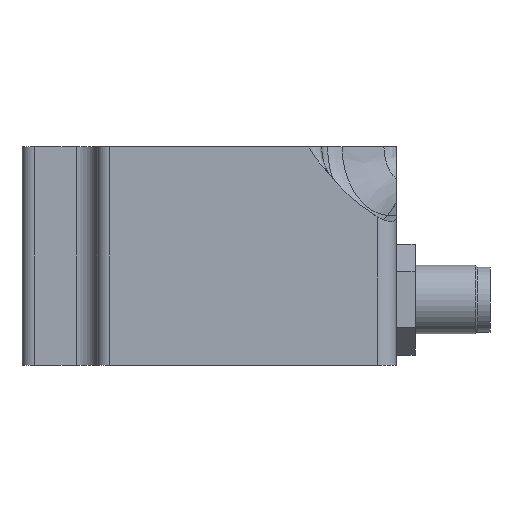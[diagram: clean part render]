
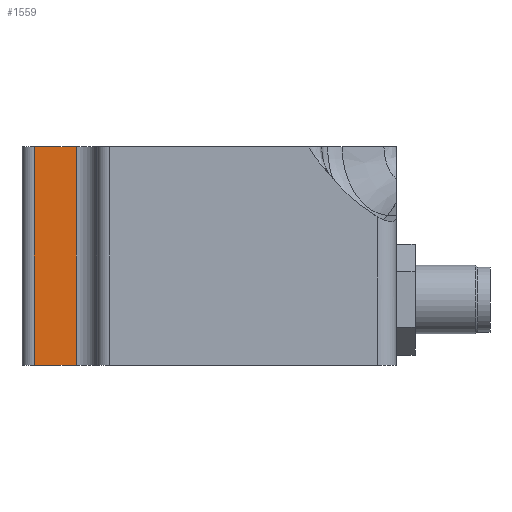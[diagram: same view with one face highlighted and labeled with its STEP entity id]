
A CAD part, left-side view. The second image highlights one B-rep face of the part: STEP entity #1559.
In plain terms, the highlighted planar face has unit normal (-1, 0, 0).
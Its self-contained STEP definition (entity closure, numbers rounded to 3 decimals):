
#5 = LINE ( 'NONE', #1299, #1942 ) ;
#34 = LINE ( 'NONE', #2044, #338 ) ;
#148 = CARTESIAN_POINT ( 'NONE',  ( -18., 0., -110.5 ) ) ;
#166 = DIRECTION ( 'NONE',  ( 0., 0., -1. ) ) ;
#181 = CARTESIAN_POINT ( 'NONE',  ( -18., 28., -75.5 ) ) ;
#305 = EDGE_LOOP ( 'NONE', ( #1915, #539, #1919, #1149 ) ) ;
#338 = VECTOR ( 'NONE', #676, 1000. ) ;
#356 = CARTESIAN_POINT ( 'NONE',  ( -18., 21.3, -7. ) ) ;
#361 = DIRECTION ( 'NONE',  ( 0., -1., 0. ) ) ;
#371 = DIRECTION ( 'NONE',  ( 1., 0., 0. ) ) ;
#378 = VERTEX_POINT ( 'NONE', #181 ) ;
#393 = CARTESIAN_POINT ( 'NONE',  ( -18., 21.3, -110.5 ) ) ;
#443 = VECTOR ( 'NONE', #361, 1000. ) ;
#539 = ORIENTED_EDGE ( 'NONE', *, *, #1591, .T. ) ;
#641 = FACE_OUTER_BOUND ( 'NONE', #305, .T. ) ;
#676 = DIRECTION ( 'NONE',  ( 0., -1., 0. ) ) ;
#839 = CARTESIAN_POINT ( 'NONE',  ( -18., 28., -110.5 ) ) ;
#979 = LINE ( 'NONE', #356, #2464 ) ;
#1149 = ORIENTED_EDGE ( 'NONE', *, *, #1782, .F. ) ;
#1299 = CARTESIAN_POINT ( 'NONE',  ( -18., 28., -7. ) ) ;
#1559 = ADVANCED_FACE ( 'NONE', ( #641 ), #2654, .F. ) ;
#1591 = EDGE_CURVE ( 'NONE', #2496, #2080, #1811, .T. ) ;
#1623 = EDGE_CURVE ( 'NONE', #2496, #378, #5, .T. ) ;
#1705 = VERTEX_POINT ( 'NONE', #2055 ) ;
#1782 = EDGE_CURVE ( 'NONE', #378, #1705, #34, .T. ) ;
#1808 = DIRECTION ( 'NONE',  ( 0., 0., 1. ) ) ;
#1811 = LINE ( 'NONE', #148, #443 ) ;
#1834 = CARTESIAN_POINT ( 'NONE',  ( -18., 21.3, -7. ) ) ;
#1915 = ORIENTED_EDGE ( 'NONE', *, *, #1623, .F. ) ;
#1919 = ORIENTED_EDGE ( 'NONE', *, *, #2018, .T. ) ;
#1942 = VECTOR ( 'NONE', #2307, 1000. ) ;
#2018 = EDGE_CURVE ( 'NONE', #2080, #1705, #979, .T. ) ;
#2044 = CARTESIAN_POINT ( 'NONE',  ( -18., 21.3, -75.5 ) ) ;
#2055 = CARTESIAN_POINT ( 'NONE',  ( -18., 21.3, -75.5 ) ) ;
#2080 = VERTEX_POINT ( 'NONE', #393 ) ;
#2307 = DIRECTION ( 'NONE',  ( 0., 0., 1. ) ) ;
#2456 = AXIS2_PLACEMENT_3D ( 'NONE', #1834, #371, #166 ) ;
#2464 = VECTOR ( 'NONE', #1808, 1000. ) ;
#2496 = VERTEX_POINT ( 'NONE', #839 ) ;
#2654 = PLANE ( 'NONE',  #2456 ) ;
